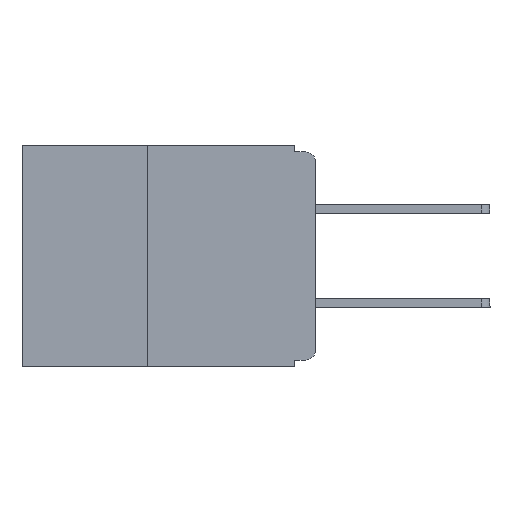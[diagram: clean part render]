
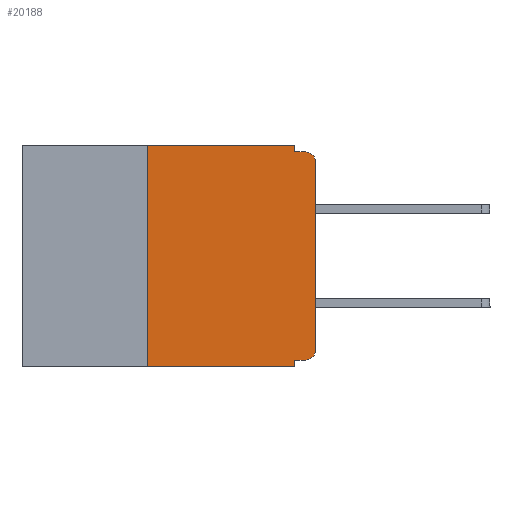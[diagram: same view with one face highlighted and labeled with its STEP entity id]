
A CAD part, left-side view. The second image highlights one B-rep face of the part: STEP entity #20188.
In plain terms, the highlighted planar face has unit normal (-1, 0, 0).
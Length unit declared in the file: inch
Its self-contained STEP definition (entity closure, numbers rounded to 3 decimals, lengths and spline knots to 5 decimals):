
#117 = EDGE_CURVE ( 'NONE', #25003, #6869, #18972, .T. ) ;
#763 = VECTOR ( 'NONE', #21862, 39.37008 ) ;
#865 = ORIENTED_EDGE ( 'NONE', *, *, #16097, .T. ) ;
#912 = CARTESIAN_POINT ( 'NONE',  ( 0., 0.015, -0.01 ) ) ;
#1372 = VERTEX_POINT ( 'NONE', #24449 ) ;
#2028 = VERTEX_POINT ( 'NONE', #17513 ) ;
#4606 = VERTEX_POINT ( 'NONE', #26757 ) ;
#4638 = VERTEX_POINT ( 'NONE', #25510 ) ;
#4798 = VECTOR ( 'NONE', #20105, 39.37008 ) ;
#4898 = VERTEX_POINT ( 'NONE', #19172 ) ;
#5538 = DIRECTION ( 'NONE',  ( -1., 0., 0. ) ) ;
#5686 = EDGE_CURVE ( 'NONE', #4638, #6715, #16019, .T. ) ;
#5805 = ORIENTED_EDGE ( 'NONE', *, *, #21950, .F. ) ;
#6154 = CARTESIAN_POINT ( 'NONE',  ( 0., 0.031, 0. ) ) ;
#6320 = CARTESIAN_POINT ( 'NONE',  ( 0., 0., -0.305 ) ) ;
#6715 = VERTEX_POINT ( 'NONE', #6320 ) ;
#6869 = VERTEX_POINT ( 'NONE', #912 ) ;
#7022 = LINE ( 'NONE', #8419, #763 ) ;
#7242 = ORIENTED_EDGE ( 'NONE', *, *, #10767, .T. ) ;
#7427 = AXIS2_PLACEMENT_3D ( 'NONE', #9279, #15388, #26245 ) ;
#8404 = AXIS2_PLACEMENT_3D ( 'NONE', #18958, #5538, #21196 ) ;
#8419 = CARTESIAN_POINT ( 'NONE',  ( 0., 0.25, -0.33 ) ) ;
#8559 = LINE ( 'NONE', #24847, #25759 ) ;
#8790 = CARTESIAN_POINT ( 'NONE',  ( 0., 0.031, -0.01 ) ) ;
#9279 = CARTESIAN_POINT ( 'NONE',  ( 0., 0.015, -0.305 ) ) ;
#9306 = EDGE_CURVE ( 'NONE', #1372, #4606, #7022, .T. ) ;
#10339 = CARTESIAN_POINT ( 'NONE',  ( 0., 0.437, 0. ) ) ;
#10553 = ORIENTED_EDGE ( 'NONE', *, *, #117, .F. ) ;
#10767 = EDGE_CURVE ( 'NONE', #6715, #4898, #11536, .T. ) ;
#10942 = LINE ( 'NONE', #22129, #22132 ) ;
#11536 = LINE ( 'NONE', #13374, #4798 ) ;
#12014 = EDGE_CURVE ( 'NONE', #1372, #2028, #12841, .T. ) ;
#12615 = DIRECTION ( 'NONE',  ( 0., 0., -1. ) ) ;
#12841 = LINE ( 'NONE', #20517, #24021 ) ;
#13035 = VECTOR ( 'NONE', #14098, 39.37008 ) ;
#13288 = EDGE_CURVE ( 'NONE', #23634, #25003, #8559, .T. ) ;
#13374 = CARTESIAN_POINT ( 'NONE',  ( 0., 0., 0. ) ) ;
#14098 = DIRECTION ( 'NONE',  ( 0., -1., 0. ) ) ;
#14316 = VECTOR ( 'NONE', #27833, 39.37008 ) ;
#14509 = CARTESIAN_POINT ( 'NONE',  ( 0., 0.437, 0. ) ) ;
#14572 = DIRECTION ( 'NONE',  ( 0., 1., 0. ) ) ;
#14712 = CARTESIAN_POINT ( 'NONE',  ( 0., 0., -0.01 ) ) ;
#15388 = DIRECTION ( 'NONE',  ( -1., 0., 0. ) ) ;
#16019 = CIRCLE ( 'NONE', #7427, 0.015 ) ;
#16097 = EDGE_CURVE ( 'NONE', #4898, #6869, #22214, .T. ) ;
#16704 = FACE_OUTER_BOUND ( 'NONE', #27048, .T. ) ;
#16963 = PLANE ( 'NONE',  #25194 ) ;
#17513 = CARTESIAN_POINT ( 'NONE',  ( 0., 0.031, -0.33 ) ) ;
#18163 = VECTOR ( 'NONE', #14572, 39.37008 ) ;
#18958 = CARTESIAN_POINT ( 'NONE',  ( 0., 0.015, -0.025 ) ) ;
#18972 = LINE ( 'NONE', #14712, #13035 ) ;
#19172 = CARTESIAN_POINT ( 'NONE',  ( 0., 0., -0.025 ) ) ;
#19774 = ORIENTED_EDGE ( 'NONE', *, *, #13288, .F. ) ;
#19894 = VERTEX_POINT ( 'NONE', #25757 ) ;
#20105 = DIRECTION ( 'NONE',  ( 0., 0., 1. ) ) ;
#20188 = ADVANCED_FACE ( 'NONE', ( #16704 ), #16963, .F. ) ;
#20193 = ORIENTED_EDGE ( 'NONE', *, *, #26976, .F. ) ;
#20263 = LINE ( 'NONE', #14509, #14316 ) ;
#20517 = CARTESIAN_POINT ( 'NONE',  ( 0., 0.437, -0.33 ) ) ;
#21196 = DIRECTION ( 'NONE',  ( 0., 0., -1. ) ) ;
#21248 = EDGE_CURVE ( 'NONE', #4606, #23634, #20263, .T. ) ;
#21862 = DIRECTION ( 'NONE',  ( 0., 0., 1. ) ) ;
#21950 = EDGE_CURVE ( 'NONE', #4638, #19894, #24107, .T. ) ;
#22129 = CARTESIAN_POINT ( 'NONE',  ( 0., 0.031, -0.33 ) ) ;
#22132 = VECTOR ( 'NONE', #24357, 39.37008 ) ;
#22214 = CIRCLE ( 'NONE', #8404, 0.015 ) ;
#23080 = ORIENTED_EDGE ( 'NONE', *, *, #5686, .T. ) ;
#23198 = ORIENTED_EDGE ( 'NONE', *, *, #12014, .T. ) ;
#23448 = CARTESIAN_POINT ( 'NONE',  ( 0., 0., -0.32 ) ) ;
#23634 = VERTEX_POINT ( 'NONE', #6154 ) ;
#24021 = VECTOR ( 'NONE', #25011, 39.37008 ) ;
#24107 = LINE ( 'NONE', #23448, #18163 ) ;
#24343 = ORIENTED_EDGE ( 'NONE', *, *, #9306, .F. ) ;
#24357 = DIRECTION ( 'NONE',  ( 0., 0., -1. ) ) ;
#24449 = CARTESIAN_POINT ( 'NONE',  ( 0., 0.25, -0.33 ) ) ;
#24847 = CARTESIAN_POINT ( 'NONE',  ( 0., 0.031, 0. ) ) ;
#24931 = ORIENTED_EDGE ( 'NONE', *, *, #21248, .F. ) ;
#25003 = VERTEX_POINT ( 'NONE', #8790 ) ;
#25011 = DIRECTION ( 'NONE',  ( 0., -1., 0. ) ) ;
#25194 = AXIS2_PLACEMENT_3D ( 'NONE', #10339, #26009, #12615 ) ;
#25510 = CARTESIAN_POINT ( 'NONE',  ( 0., 0.015, -0.32 ) ) ;
#25757 = CARTESIAN_POINT ( 'NONE',  ( 0., 0.031, -0.32 ) ) ;
#25759 = VECTOR ( 'NONE', #27084, 39.37008 ) ;
#26009 = DIRECTION ( 'NONE',  ( 1., 0., 0. ) ) ;
#26245 = DIRECTION ( 'NONE',  ( 0., 0., -1. ) ) ;
#26757 = CARTESIAN_POINT ( 'NONE',  ( 0., 0.25, 0. ) ) ;
#26976 = EDGE_CURVE ( 'NONE', #19894, #2028, #10942, .T. ) ;
#27048 = EDGE_LOOP ( 'NONE', ( #7242, #865, #10553, #19774, #24931, #24343, #23198, #20193, #5805, #23080 ) ) ;
#27084 = DIRECTION ( 'NONE',  ( 0., 0., -1. ) ) ;
#27833 = DIRECTION ( 'NONE',  ( 0., -1., 0. ) ) ;
